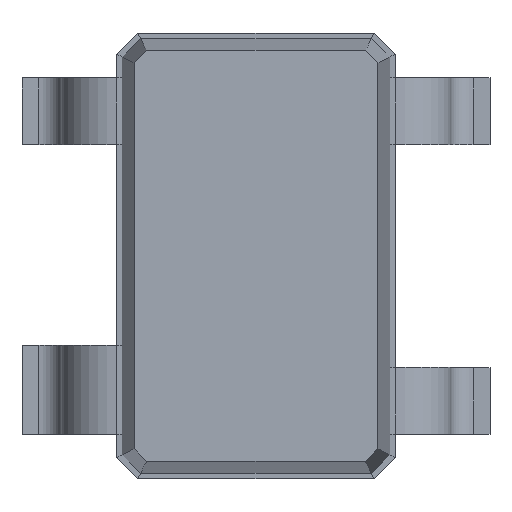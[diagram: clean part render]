
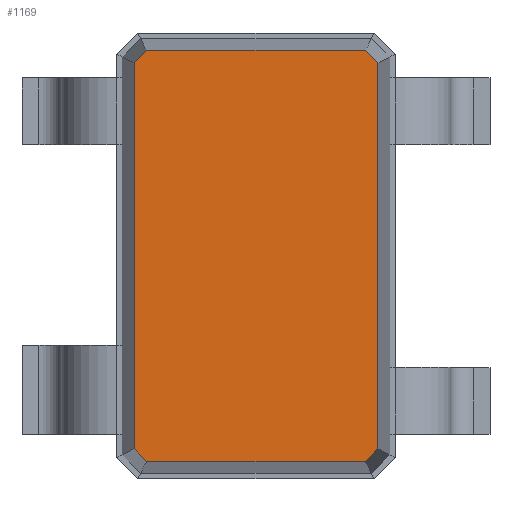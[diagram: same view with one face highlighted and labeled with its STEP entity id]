
A CAD part, top view. The second image highlights one B-rep face of the part: STEP entity #1169.
In plain terms, the highlighted planar face has unit normal (0, 0, 1).
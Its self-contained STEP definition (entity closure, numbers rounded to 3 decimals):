
#12=DIRECTION('',(0.,0.,1.));
#26=VECTOR('',#27,1.);
#27=DIRECTION('',(1.,0.,0.));
#50=VECTOR('',#51,1.);
#51=DIRECTION('',(0.707,-0.707,0.));
#57=VECTOR('',#58,1.);
#58=DIRECTION('',(0.,-1.,0.));
#64=VECTOR('',#65,1.);
#65=DIRECTION('',(-0.707,-0.707,0.));
#71=VECTOR('',#72,1.);
#72=DIRECTION('',(-1.,0.,0.));
#78=VECTOR('',#79,1.);
#79=DIRECTION('',(-0.707,0.707,0.));
#85=VECTOR('',#86,1.);
#86=DIRECTION('',(0.,1.,0.));
#90=VECTOR('',#91,1.);
#91=DIRECTION('',(0.707,0.707,0.));
#549=VERTEX_POINT('',#550);
#550=CARTESIAN_POINT('',(0.491,0.922,1.));
#553=EDGE_CURVE('',#554,#549,#556,.T.);
#554=VERTEX_POINT('',#555);
#555=CARTESIAN_POINT('',(-0.491,0.922,1.));
#556=LINE('',#555,#26);
#1161=VERTEX_POINT('',#1162);
#1162=CARTESIAN_POINT('',(0.547,0.866,1.));
#1165=EDGE_CURVE('',#549,#1161,#1166,.T.);
#1166=LINE('',#550,#50);
#1169=ADVANCED_FACE('',(#1170),#1202,.T.);
#1170=FACE_BOUND('',#1171,.F.);
#1171=EDGE_LOOP('',(#1172,#1173,#1174,#1179,#1184,#1189,#1194,#1199));
#1172=ORIENTED_EDGE('',*,*,#553,.T.);
#1173=ORIENTED_EDGE('',*,*,#1165,.T.);
#1174=ORIENTED_EDGE('',*,*,#1175,.T.);
#1175=EDGE_CURVE('',#1161,#1176,#1178,.T.);
#1176=VERTEX_POINT('',#1177);
#1177=CARTESIAN_POINT('',(0.547,-0.866,1.));
#1178=LINE('',#1162,#57);
#1179=ORIENTED_EDGE('',*,*,#1180,.T.);
#1180=EDGE_CURVE('',#1176,#1181,#1183,.T.);
#1181=VERTEX_POINT('',#1182);
#1182=CARTESIAN_POINT('',(0.491,-0.922,1.));
#1183=LINE('',#1177,#64);
#1184=ORIENTED_EDGE('',*,*,#1185,.T.);
#1185=EDGE_CURVE('',#1181,#1186,#1188,.T.);
#1186=VERTEX_POINT('',#1187);
#1187=CARTESIAN_POINT('',(-0.491,-0.922,1.));
#1188=LINE('',#1182,#71);
#1189=ORIENTED_EDGE('',*,*,#1190,.T.);
#1190=EDGE_CURVE('',#1186,#1191,#1193,.T.);
#1191=VERTEX_POINT('',#1192);
#1192=CARTESIAN_POINT('',(-0.547,-0.866,1.));
#1193=LINE('',#1187,#78);
#1194=ORIENTED_EDGE('',*,*,#1195,.T.);
#1195=EDGE_CURVE('',#1191,#1196,#1198,.T.);
#1196=VERTEX_POINT('',#1197);
#1197=CARTESIAN_POINT('',(-0.547,0.866,1.));
#1198=LINE('',#1192,#85);
#1199=ORIENTED_EDGE('',*,*,#1200,.T.);
#1200=EDGE_CURVE('',#1196,#554,#1201,.T.);
#1201=LINE('',#1197,#90);
#1202=PLANE('',#1203);
#1203=AXIS2_PLACEMENT_3D('',#555,#12,#1204);
#1204=DIRECTION('',(0.47,-0.883,0.));
